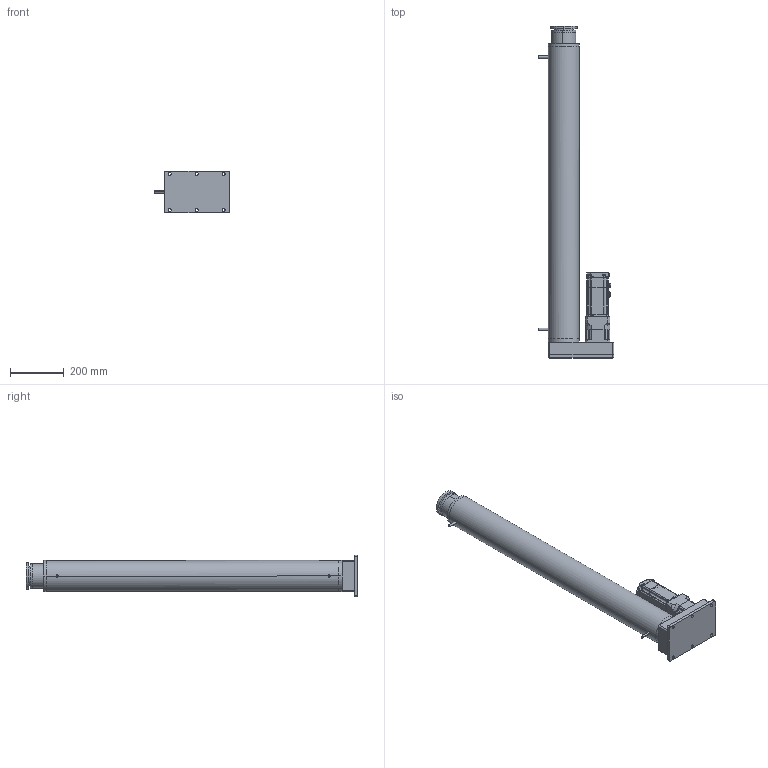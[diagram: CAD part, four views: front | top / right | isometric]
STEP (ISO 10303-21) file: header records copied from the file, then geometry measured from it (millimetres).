
FILE_DESCRIPTION (( 'STEP AP203' ), '1' );
FILE_NAME ('231110-ZY-115缸多节缸折叠1900行程装配体.STEP', '2023-11-10T02:36:48', ( '微软用户' ), ( '微软中国' ), 'SwSTEP 2.0', 'SolidWorks 2016', '' );
FILE_SCHEMA (( 'CONFIG_CONTROL_DESIGN' ));
Length unit declared in the file: millimetre
Products named in the file (21): 60-80蚳蚚雄薯脣釱-sc-mc6p-ac-goubanchazuo; 普通型 平键   C 6x6x25 带M3起键螺钉孔; 231110-ZY-115嗣誹詰菴珨誹奪; 40#价陬堤盄揤盄裔; PGH90（19-70-90-M5新款单级整体式法兰）; 750W隅赽郪璃; 231110-ZY-115嗣誹詰粣創釱; 80#陔ヶ傷裔; 80#陔綴傷裔-价陬遴; 750w儂褲; SC40陔晤鎢ん瑤脣釱sc-mc7p-a6-zhichuxianchazuo; 231110-ZY-115嗣誹詰菴媼誹奪; V7E-M08A-1R030-¡õ2; 1000W中惯量电机-刹车轴_1; 囀鞠褒 ISO 4762 M4 x12--20201221; 231110-ZY-115嗣誹詰眊极裔啣; 蚐猾 D00B999YF5-TC 20-30-5-1; 囀鞠褒 ISO 4762 M3 x 12 --- 12N; 231110-ZY-115缸多节缸折叠1900行程装配体; 80#陔晤鎢ん欶; 231110-ZY-115多节缸第三节管
Assembly tree (30 placements, depth 4):
  231110-ZY-115缸多节缸折叠1900行程装配体
    231110-ZY-115嗣誹詰眊极裔啣
    231110-ZY-115嗣誹詰粣創釱
    231110-ZY-115嗣誹詰菴媼誹奪
    231110-ZY-115多节缸第三节管
    231110-ZY-115嗣誹詰菴珨誹奪
    V7E-M08A-1R030-¡õ2
      750W隅赽郪璃
        750w儂褲
        80#陔ヶ傷裔
        60-80蚳蚚雄薯脣釱-sc-mc6p-ac-goubanchazuo
      80#陔晤鎢ん欶
      SC40陔晤鎢ん瑤脣釱sc-mc7p-a6-zhichuxianchazuo
      蚐猾 D00B999YF5-TC 20-30-5-1
      囀鞠褒 ISO 4762 M4 x12--20201221  x8
      普通型 平键   C 6x6x25 带M3起键螺钉孔
      囀鞠褒 ISO 4762 M3 x 12 --- 12N  x4
      80#陔綴傷裔-价陬遴
      1000W中惯量电机-刹车轴_1
      40#价陬堤盄揤盄裔
    PGH90（19-70-90-M5新款单级整体式法兰）
Bounding box: 281 x 1230 x 155 mm (x, y, z)
Volume: 7171184.1 mm3; surface area: 2221133.4 mm2
Topology: 44 solids, 44 shells, 4525 faces, 11212 edges, 6803 vertices
Faces by surface type: plane 2002, cylinder 1577, bspline 499, cone 224, torus 158, sphere 65
Entity records: 159168 total; most frequent: CARTESIAN_POINT 57993, ORIENTED_EDGE 20934, DIRECTION 20079, EDGE_CURVE 10467, AXIS2_PLACEMENT_3D 6982, VERTEX_POINT 6454, VECTOR 6115, LINE 6115
